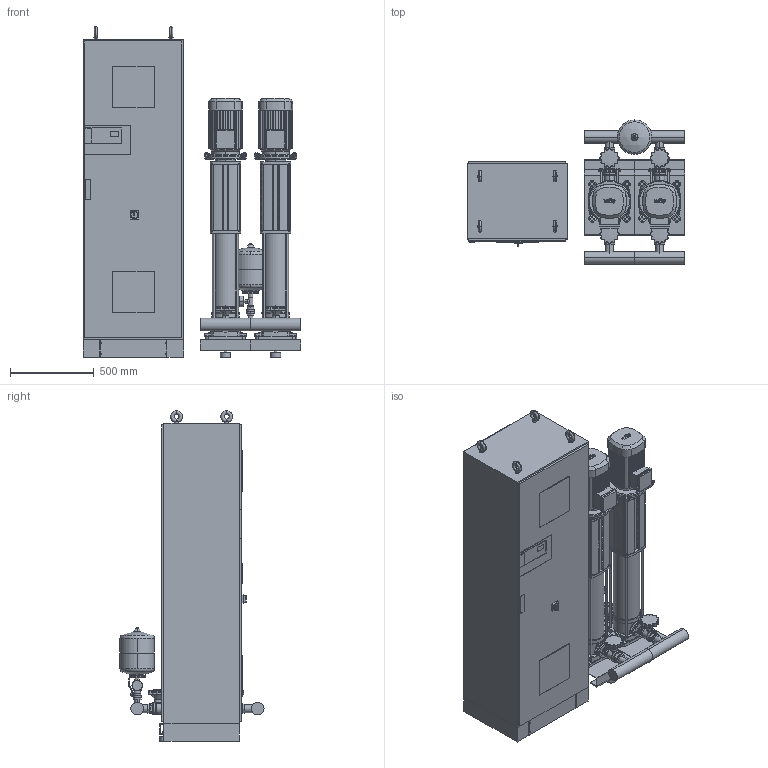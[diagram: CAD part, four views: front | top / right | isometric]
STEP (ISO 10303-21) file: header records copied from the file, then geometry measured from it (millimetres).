
FILE_DESCRIPTION((''),'2;1');
FILE_NAME('3d_SiBoostSmartFC2HELIXV1610-2536187.stp','2016-01-25T11:06:37',(''),(''),'Mechanical Desktop 2009','Mechanical Desktop 2009',', , ');
FILE_SCHEMA(('CONFIG_CONTROL_DESIGN'));
Length unit declared in the file: millimetre
Products named in the file (1): Product
Bounding box: 1300 x 861.05 x 1975 mm (x, y, z)
Volume: 621857917.4 mm3; surface area: 11820936.3 mm2
Topology: 119 solids, 119 shells, 4180 faces, 11054 edges, 7254 vertices
Faces by surface type: plane 1840, bspline 1176, cylinder 898, cone 156, torus 92, sphere 18
Entity records: 137768 total; most frequent: CARTESIAN_POINT 34389, ORIENTED_EDGE 22084, DIRECTION 19736, EDGE_CURVE 11042, VECTOR 7402, LINE 7402, VERTEX_POINT 7246, AXIS2_PLACEMENT_3D 6167
